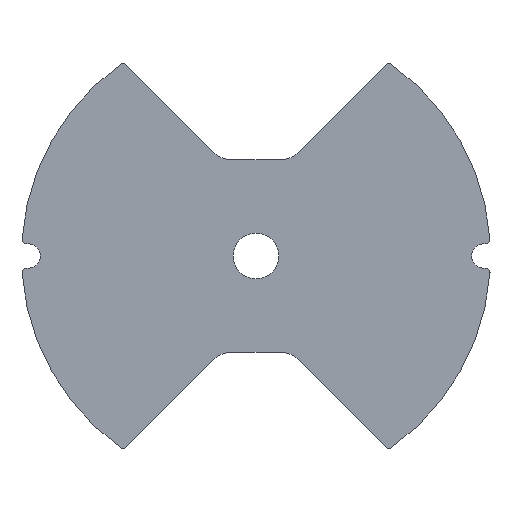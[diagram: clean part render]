
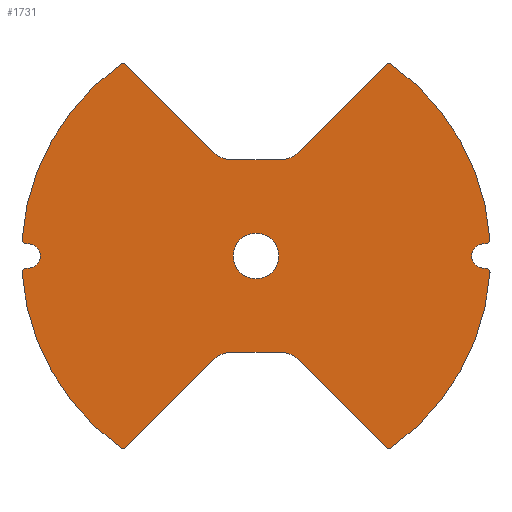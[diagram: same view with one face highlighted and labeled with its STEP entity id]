
A CAD part, front view. The second image highlights one B-rep face of the part: STEP entity #1731.
In plain terms, the highlighted planar face has unit normal (0, -1, 0).
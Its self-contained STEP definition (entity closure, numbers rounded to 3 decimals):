
#1=CARTESIAN_POINT('',(-24.636,0.,-35.243));
#2=DIRECTION('',(0.,1.,0.));
#3=DIRECTION('',(0.707,0.,-0.707));
#4=AXIS2_PLACEMENT_3D('',#1,#2,#3);
#6=CARTESIAN_POINT('',(0.,0.,0.));
#7=DIRECTION('',(0.,1.,0.));
#8=DIRECTION('',(-0.573,0.,-0.82));
#9=AXIS2_PLACEMENT_3D('',#6,#7,#8);
#11=CARTESIAN_POINT('',(-42.591,0.,-3.05));
#12=DIRECTION('',(0.,1.,0.));
#13=DIRECTION('',(-0.997,0.,-0.071));
#14=AXIS2_PLACEMENT_3D('',#11,#12,#13);
#16=CARTESIAN_POINT('',(-42.591,0.,3.05));
#17=DIRECTION('',(0.,1.,0.));
#18=DIRECTION('',(0.,0.,-1.));
#19=AXIS2_PLACEMENT_3D('',#16,#17,#18);
#21=CARTESIAN_POINT('',(0.,0.,0.));
#22=DIRECTION('',(0.,1.,0.));
#23=DIRECTION('',(-0.997,0.,0.071));
#24=AXIS2_PLACEMENT_3D('',#21,#22,#23);
#26=CARTESIAN_POINT('',(-24.636,0.,35.243));
#27=DIRECTION('',(0.,1.,0.));
#28=DIRECTION('',(-0.573,0.,0.82));
#29=AXIS2_PLACEMENT_3D('',#26,#27,#28);
#31=DIRECTION('',(0.707,0.,-0.707));
#32=VECTOR('',#31,23.026);
#33=CARTESIAN_POINT('',(-24.283,0.,35.596));
#34=LINE('',#33,#32);
#35=CARTESIAN_POINT('',(-4.465,0.,22.85));
#36=DIRECTION('',(0.,-1.,0.));
#37=DIRECTION('',(-0.707,0.,-0.707));
#38=AXIS2_PLACEMENT_3D('',#35,#36,#37);
#40=CARTESIAN_POINT('',(4.465,0.,22.85));
#41=DIRECTION('',(0.,-1.,0.));
#42=DIRECTION('',(0.,0.,-1.));
#43=AXIS2_PLACEMENT_3D('',#40,#41,#42);
#45=DIRECTION('',(0.707,0.,0.707));
#46=VECTOR('',#45,23.026);
#47=CARTESIAN_POINT('',(8.001,0.,19.314));
#48=LINE('',#47,#46);
#49=CARTESIAN_POINT('',(24.636,0.,35.243));
#50=DIRECTION('',(0.,1.,0.));
#51=DIRECTION('',(-0.707,0.,0.707));
#52=AXIS2_PLACEMENT_3D('',#49,#50,#51);
#54=CARTESIAN_POINT('',(0.,0.,0.));
#55=DIRECTION('',(0.,1.,0.));
#56=DIRECTION('',(0.573,0.,0.82));
#57=AXIS2_PLACEMENT_3D('',#54,#55,#56);
#59=CARTESIAN_POINT('',(42.591,0.,3.05));
#60=DIRECTION('',(0.,1.,0.));
#61=DIRECTION('',(0.997,0.,0.071));
#62=AXIS2_PLACEMENT_3D('',#59,#60,#61);
#64=CARTESIAN_POINT('',(42.591,0.,-3.05));
#65=DIRECTION('',(0.,1.,0.));
#66=DIRECTION('',(0.,0.,1.));
#67=AXIS2_PLACEMENT_3D('',#64,#65,#66);
#69=CARTESIAN_POINT('',(0.,0.,0.));
#70=DIRECTION('',(0.,1.,0.));
#71=DIRECTION('',(0.997,0.,-0.071));
#72=AXIS2_PLACEMENT_3D('',#69,#70,#71);
#74=CARTESIAN_POINT('',(24.636,0.,-35.243));
#75=DIRECTION('',(0.,1.,0.));
#76=DIRECTION('',(0.573,0.,-0.82));
#77=AXIS2_PLACEMENT_3D('',#74,#75,#76);
#79=DIRECTION('',(-0.707,0.,0.707));
#80=VECTOR('',#79,23.026);
#81=CARTESIAN_POINT('',(24.283,0.,-35.596));
#82=LINE('',#81,#80);
#83=CARTESIAN_POINT('',(4.465,0.,-22.85));
#84=DIRECTION('',(0.,-1.,0.));
#85=DIRECTION('',(0.707,0.,0.707));
#86=AXIS2_PLACEMENT_3D('',#83,#84,#85);
#88=CARTESIAN_POINT('',(-4.465,0.,-22.85));
#89=DIRECTION('',(0.,-1.,0.));
#90=DIRECTION('',(0.,0.,1.));
#91=AXIS2_PLACEMENT_3D('',#88,#89,#90);
#93=DIRECTION('',(-0.707,0.,-0.707));
#94=VECTOR('',#93,23.026);
#95=CARTESIAN_POINT('',(-8.001,0.,-19.314));
#96=LINE('',#95,#94);
#97=CARTESIAN_POINT('',(0.,0.,0.));
#98=DIRECTION('',(0.,-1.,0.));
#99=DIRECTION('',(-1.,0.,0.));
#100=AXIS2_PLACEMENT_3D('',#97,#98,#99);
#102=CARTESIAN_POINT('',(0.,0.,0.));
#103=DIRECTION('',(0.,-1.,0.));
#104=DIRECTION('',(1.,0.,0.));
#105=AXIS2_PLACEMENT_3D('',#102,#103,#104);
#441=DIRECTION('',(1.,0.,0.));
#442=VECTOR('',#441,0.341);
#443=CARTESIAN_POINT('',(-42.591,0.,2.25));
#444=LINE('',#443,#442);
#450=CARTESIAN_POINT('',(-42.25,0.,0.));
#451=DIRECTION('',(0.,1.,0.));
#452=DIRECTION('',(0.,0.,1.));
#453=AXIS2_PLACEMENT_3D('',#450,#451,#452);
#463=DIRECTION('',(-1.,0.,0.));
#464=VECTOR('',#463,0.341);
#465=CARTESIAN_POINT('',(-42.25,0.,-2.25));
#466=LINE('',#465,#464);
#781=DIRECTION('',(1.,0.,0.));
#782=VECTOR('',#781,8.93);
#783=CARTESIAN_POINT('',(-4.465,0.,-17.85));
#784=LINE('',#783,#782);
#832=DIRECTION('',(-1.,0.,0.));
#833=VECTOR('',#832,0.341);
#834=CARTESIAN_POINT('',(42.591,0.,-2.25));
#835=LINE('',#834,#833);
#841=CARTESIAN_POINT('',(42.25,0.,0.));
#842=DIRECTION('',(0.,1.,0.));
#843=DIRECTION('',(0.,0.,-1.));
#844=AXIS2_PLACEMENT_3D('',#841,#842,#843);
#854=DIRECTION('',(1.,0.,0.));
#855=VECTOR('',#854,0.341);
#856=CARTESIAN_POINT('',(42.25,0.,2.25));
#857=LINE('',#856,#855);
#1100=DIRECTION('',(-1.,0.,0.));
#1101=VECTOR('',#1100,8.93);
#1102=CARTESIAN_POINT('',(4.465,0.,17.85));
#1103=LINE('',#1102,#1101);
#1379=CARTESIAN_POINT('',(-24.283,0.,
-35.596));
#1380=CARTESIAN_POINT('',(-24.923,0.,
-35.653));
#1381=VERTEX_POINT('',#1379);
#1382=VERTEX_POINT('',#1380);
#1383=CARTESIAN_POINT('',(-43.389,0.,-3.107));
#1384=VERTEX_POINT('',#1383);
#1385=CARTESIAN_POINT('',(-42.591,0.,-2.25));
#1386=VERTEX_POINT('',#1385);
#1387=CARTESIAN_POINT('',(-42.25,0.,-2.25));
#1388=VERTEX_POINT('',#1387);
#1389=CARTESIAN_POINT('',(-42.591,0.,2.25));
#1390=CARTESIAN_POINT('',(-42.25,0.,2.25));
#1391=VERTEX_POINT('',#1389);
#1392=VERTEX_POINT('',#1390);
#1393=CARTESIAN_POINT('',(-43.389,0.,
3.107));
#1394=VERTEX_POINT('',#1393);
#1395=CARTESIAN_POINT('',(-24.923,0.,35.653));
#1396=VERTEX_POINT('',#1395);
#1397=CARTESIAN_POINT('',(-24.283,0.,
35.596));
#1398=VERTEX_POINT('',#1397);
#1399=CARTESIAN_POINT('',(-8.001,0.,19.314));
#1400=VERTEX_POINT('',#1399);
#1401=CARTESIAN_POINT('',(-4.465,0.,17.85));
#1402=VERTEX_POINT('',#1401);
#1403=CARTESIAN_POINT('',(4.465,0.,17.85));
#1404=VERTEX_POINT('',#1403);
#1405=CARTESIAN_POINT('',(8.001,0.,19.314));
#1406=VERTEX_POINT('',#1405);
#1407=CARTESIAN_POINT('',(24.283,0.,35.596));
#1408=VERTEX_POINT('',#1407);
#1409=CARTESIAN_POINT('',(24.923,0.,
35.653));
#1410=VERTEX_POINT('',#1409);
#1411=CARTESIAN_POINT('',(43.389,0.,3.107));
#1412=VERTEX_POINT('',#1411);
#1413=CARTESIAN_POINT('',(42.591,0.,2.25));
#1414=VERTEX_POINT('',#1413);
#1415=CARTESIAN_POINT('',(42.25,0.,2.25));
#1416=VERTEX_POINT('',#1415);
#1417=CARTESIAN_POINT('',(42.591,0.,-2.25));
#1418=CARTESIAN_POINT('',(42.25,0.,-2.25));
#1419=VERTEX_POINT('',#1417);
#1420=VERTEX_POINT('',#1418);
#1421=CARTESIAN_POINT('',(43.389,0.,
-3.107));
#1422=VERTEX_POINT('',#1421);
#1423=CARTESIAN_POINT('',(24.923,0.,-35.653));
#1424=VERTEX_POINT('',#1423);
#1425=CARTESIAN_POINT('',(24.283,0.,-35.596));
#1426=VERTEX_POINT('',#1425);
#1427=CARTESIAN_POINT('',(8.001,0.,-19.314));
#1428=VERTEX_POINT('',#1427);
#1429=CARTESIAN_POINT('',(4.465,0.,-17.85));
#1430=VERTEX_POINT('',#1429);
#1431=CARTESIAN_POINT('',(-4.465,0.,-17.85));
#1432=VERTEX_POINT('',#1431);
#1433=CARTESIAN_POINT('',(-8.001,0.,-19.314));
#1434=VERTEX_POINT('',#1433);
#1435=CARTESIAN_POINT('',(-4.25,0.,0.));
#1436=CARTESIAN_POINT('',(4.25,0.,0.));
#1437=VERTEX_POINT('',#1435);
#1438=VERTEX_POINT('',#1436);
#1662=CARTESIAN_POINT('',(0.,0.,0.));
#1663=DIRECTION('',(0.,1.,0.));
#1664=DIRECTION('',(1.,0.,0.));
#1665=AXIS2_PLACEMENT_3D('',#1662,#1663,#1664);
#1666=PLANE('',#1665);
#1668=ORIENTED_EDGE('',*,*,#1667,.T.);
#1670=ORIENTED_EDGE('',*,*,#1669,.T.);
#1672=ORIENTED_EDGE('',*,*,#1671,.T.);
#1674=ORIENTED_EDGE('',*,*,#1673,.F.);
#1676=ORIENTED_EDGE('',*,*,#1675,.F.);
#1678=ORIENTED_EDGE('',*,*,#1677,.F.);
#1680=ORIENTED_EDGE('',*,*,#1679,.T.);
#1682=ORIENTED_EDGE('',*,*,#1681,.T.);
#1684=ORIENTED_EDGE('',*,*,#1683,.T.);
#1686=ORIENTED_EDGE('',*,*,#1685,.T.);
#1688=ORIENTED_EDGE('',*,*,#1687,.T.);
#1690=ORIENTED_EDGE('',*,*,#1689,.F.);
#1692=ORIENTED_EDGE('',*,*,#1691,.T.);
#1694=ORIENTED_EDGE('',*,*,#1693,.T.);
#1696=ORIENTED_EDGE('',*,*,#1695,.T.);
#1698=ORIENTED_EDGE('',*,*,#1697,.T.);
#1700=ORIENTED_EDGE('',*,*,#1699,.T.);
#1702=ORIENTED_EDGE('',*,*,#1701,.F.);
#1704=ORIENTED_EDGE('',*,*,#1703,.F.);
#1706=ORIENTED_EDGE('',*,*,#1705,.F.);
#1708=ORIENTED_EDGE('',*,*,#1707,.T.);
#1710=ORIENTED_EDGE('',*,*,#1709,.T.);
#1712=ORIENTED_EDGE('',*,*,#1711,.T.);
#1714=ORIENTED_EDGE('',*,*,#1713,.T.);
#1716=ORIENTED_EDGE('',*,*,#1715,.T.);
#1718=ORIENTED_EDGE('',*,*,#1717,.F.);
#1720=ORIENTED_EDGE('',*,*,#1719,.T.);
#1722=ORIENTED_EDGE('',*,*,#1721,.T.);
#1723=EDGE_LOOP('',(#1668,#1670,#1672,#1674,#1676,#1678,#1680,#1682,#1684,#1686,
#1688,#1690,#1692,#1694,#1696,#1698,#1700,#1702,#1704,#1706,#1708,#1710,#1712,
#1714,#1716,#1718,#1720,#1722));
#1724=FACE_OUTER_BOUND('',#1723,.F.);
#1726=ORIENTED_EDGE('',*,*,#1725,.T.);
#1728=ORIENTED_EDGE('',*,*,#1727,.T.);
#1729=EDGE_LOOP('',(#1726,#1728));
#1730=FACE_BOUND('',#1729,.F.);
#1731=ADVANCED_FACE('',(#1724,#1730),#1666,.F.);
#5=CIRCLE('',#4,0.5);
#10=CIRCLE('',#9,43.5);
#15=CIRCLE('',#14,0.8);
#20=CIRCLE('',#19,0.8);
#25=CIRCLE('',#24,43.5);
#30=CIRCLE('',#29,0.5);
#39=CIRCLE('',#38,5.);
#44=CIRCLE('',#43,5.);
#53=CIRCLE('',#52,0.5);
#58=CIRCLE('',#57,43.5);
#63=CIRCLE('',#62,0.8);
#68=CIRCLE('',#67,0.8);
#73=CIRCLE('',#72,43.5);
#78=CIRCLE('',#77,0.5);
#87=CIRCLE('',#86,5.);
#92=CIRCLE('',#91,5.);
#101=CIRCLE('',#100,4.25);
#106=CIRCLE('',#105,4.25);
#454=CIRCLE('',#453,2.25);
#845=CIRCLE('',#844,2.25);
#1667=EDGE_CURVE('',#1381,#1382,#5,.T.);
#1669=EDGE_CURVE('',#1382,#1384,#10,.T.);
#1671=EDGE_CURVE('',#1384,#1386,#15,.T.);
#1673=EDGE_CURVE('',#1388,#1386,#466,.T.);
#1675=EDGE_CURVE('',#1392,#1388,#454,.T.);
#1677=EDGE_CURVE('',#1391,#1392,#444,.T.);
#1679=EDGE_CURVE('',#1391,#1394,#20,.T.);
#1681=EDGE_CURVE('',#1394,#1396,#25,.T.);
#1683=EDGE_CURVE('',#1396,#1398,#30,.T.);
#1685=EDGE_CURVE('',#1398,#1400,#34,.T.);
#1687=EDGE_CURVE('',#1400,#1402,#39,.T.);
#1689=EDGE_CURVE('',#1404,#1402,#1103,.T.);
#1691=EDGE_CURVE('',#1404,#1406,#44,.T.);
#1693=EDGE_CURVE('',#1406,#1408,#48,.T.);
#1695=EDGE_CURVE('',#1408,#1410,#53,.T.);
#1697=EDGE_CURVE('',#1410,#1412,#58,.T.);
#1699=EDGE_CURVE('',#1412,#1414,#63,.T.);
#1701=EDGE_CURVE('',#1416,#1414,#857,.T.);
#1703=EDGE_CURVE('',#1420,#1416,#845,.T.);
#1705=EDGE_CURVE('',#1419,#1420,#835,.T.);
#1707=EDGE_CURVE('',#1419,#1422,#68,.T.);
#1709=EDGE_CURVE('',#1422,#1424,#73,.T.);
#1711=EDGE_CURVE('',#1424,#1426,#78,.T.);
#1713=EDGE_CURVE('',#1426,#1428,#82,.T.);
#1715=EDGE_CURVE('',#1428,#1430,#87,.T.);
#1717=EDGE_CURVE('',#1432,#1430,#784,.T.);
#1719=EDGE_CURVE('',#1432,#1434,#92,.T.);
#1721=EDGE_CURVE('',#1434,#1381,#96,.T.);
#1725=EDGE_CURVE('',#1437,#1438,#101,.T.);
#1727=EDGE_CURVE('',#1438,#1437,#106,.T.);
